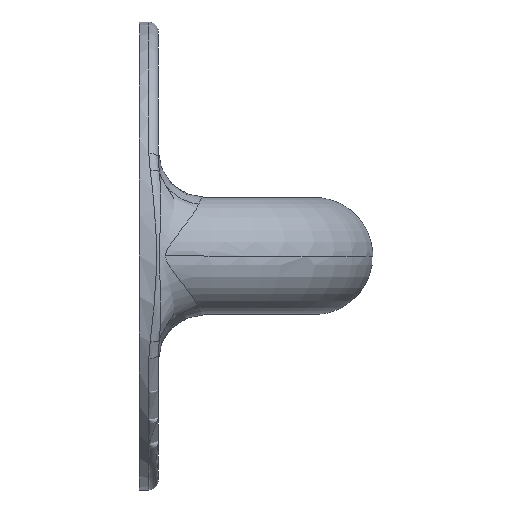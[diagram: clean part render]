
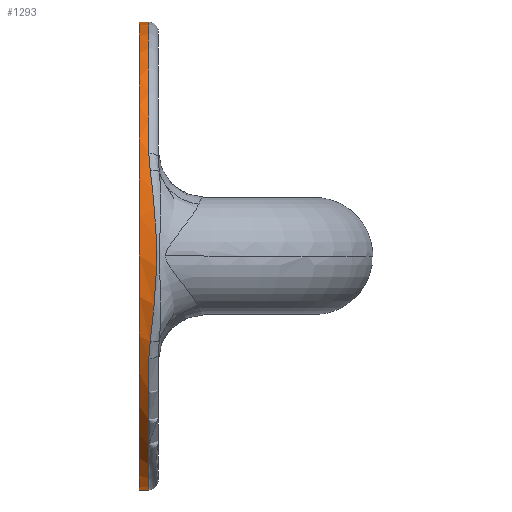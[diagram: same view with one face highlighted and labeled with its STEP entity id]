
A CAD part, left-side view. The second image highlights one B-rep face of the part: STEP entity #1293.
In plain terms, the highlighted cylindrical face has radius 25 mm (diameter 50 mm), a partial arc.
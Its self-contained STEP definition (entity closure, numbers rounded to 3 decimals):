
#6 = EDGE_CURVE ( 'NONE', #1879, #1251, #1969, .T. ) ;
#60 = CARTESIAN_POINT ( 'NONE',  ( -24.953, -1.82, -1.578 ) ) ;
#121 = EDGE_CURVE ( 'NONE', #787, #578, #806, .T. ) ;
#123 = CARTESIAN_POINT ( 'NONE',  ( -23.023, -1.051, -9.768 ) ) ;
#136 = CIRCLE ( 'NONE', #1085, 25. ) ;
#156 = EDGE_CURVE ( 'NONE', #1251, #2030, #2460, .T. ) ;
#207 = CARTESIAN_POINT ( 'NONE',  ( -23.266, -1.148, -9.147 ) ) ;
#262 = CARTESIAN_POINT ( 'NONE',  ( 0., -1., -25. ) ) ;
#298 = CARTESIAN_POINT ( 'NONE',  ( -24.991, -1.855, 0.785 ) ) ;
#335 = DIRECTION ( 'NONE',  ( 0., 1., 0. ) ) ;
#388 = CARTESIAN_POINT ( 'NONE',  ( -23.266, -1.148, 9.147 ) ) ;
#389 = DIRECTION ( 'NONE',  ( 0., 0., 1. ) ) ;
#404 = CARTESIAN_POINT ( 'NONE',  ( 0., 0., -25. ) ) ;
#430 = EDGE_CURVE ( 'NONE', #2086, #1879, #666, .T. ) ;
#450 = AXIS2_PLACEMENT_3D ( 'NONE', #2247, #335, #2657 ) ;
#482 = CARTESIAN_POINT ( 'NONE',  ( -24.234, -1.49, -6.189 ) ) ;
#494 = CARTESIAN_POINT ( 'NONE',  ( -23.266, -1.148, -9.147 ) ) ;
#506 = EDGE_CURVE ( 'NONE', #740, #2086, #1167, .T. ) ;
#550 = CARTESIAN_POINT ( 'NONE',  ( -23.266, -1.148, 9.147 ) ) ;
#578 = VERTEX_POINT ( 'NONE', #873 ) ;
#583 = CARTESIAN_POINT ( 'NONE',  ( -22.753, -1., 10.38 ) ) ;
#616 = CARTESIAN_POINT ( 'NONE',  ( -22.457, -1., -10.986 ) ) ;
#658 = DIRECTION ( 'NONE',  ( 0., 0., 1. ) ) ;
#666 = B_SPLINE_CURVE_WITH_KNOTS ( 'NONE', 3,
 ( #494, #959, #1142, #482, #943, #1129, #2409, #1978, #60, #2002, #918, #1350, #298, #2649, #734, #1581, #2438, #2223, #1800, #1871, #816, #550 ),
 .UNSPECIFIED., .F., .F.,
 ( 4, 2, 2, 2, 2, 2, 2, 2, 2, 2, 4 ),
 ( 0., 0.002, 0.005, 0.007, 0.008, 0.009, 0.011, 0.012, 0.014, 0.016, 0.019 ),
 .UNSPECIFIED. ) ;
#670 = DIRECTION ( 'NONE',  ( 0., 1., 0. ) ) ;
#734 = CARTESIAN_POINT ( 'NONE',  ( -24.926, -1.797, 1.965 ) ) ;
#740 = VERTEX_POINT ( 'NONE', #616 ) ;
#745 = EDGE_CURVE ( 'NONE', #2030, #578, #1466, .T. ) ;
#748 = ORIENTED_EDGE ( 'NONE', *, *, #2411, .T. ) ;
#780 = LINE ( 'NONE', #2544, #2326 ) ;
#786 = CARTESIAN_POINT ( 'NONE',  ( -23.266, -1.148, -9.147 ) ) ;
#787 = VERTEX_POINT ( 'NONE', #404 ) ;
#791 = EDGE_CURVE ( 'NONE', #2036, #787, #780, .T. ) ;
#806 = CIRCLE ( 'NONE', #2278, 25. ) ;
#811 = CARTESIAN_POINT ( 'NONE',  ( -23.266, -1.148, 9.147 ) ) ;
#816 = CARTESIAN_POINT ( 'NONE',  ( -23.553, -1.261, 8.42 ) ) ;
#837 = DIRECTION ( 'NONE',  ( 0., 1., 0. ) ) ;
#873 = CARTESIAN_POINT ( 'NONE',  ( 0., 0., 25. ) ) ;
#918 = CARTESIAN_POINT ( 'NONE',  ( -25., -1.868, -0.396 ) ) ;
#943 = CARTESIAN_POINT ( 'NONE',  ( -24.415, -1.554, -5.434 ) ) ;
#959 = CARTESIAN_POINT ( 'NONE',  ( -23.553, -1.261, -8.42 ) ) ;
#999 = ORIENTED_EDGE ( 'NONE', *, *, #6, .T. ) ;
#1006 = CARTESIAN_POINT ( 'NONE',  ( 0., -1., 25. ) ) ;
#1085 = AXIS2_PLACEMENT_3D ( 'NONE', #2286, #837, #389 ) ;
#1121 = FACE_OUTER_BOUND ( 'NONE', #2060, .T. ) ;
#1129 = CARTESIAN_POINT ( 'NONE',  ( -24.705, -1.671, -3.909 ) ) ;
#1142 = CARTESIAN_POINT ( 'NONE',  ( -23.803, -1.343, -7.681 ) ) ;
#1167 = B_SPLINE_CURVE_WITH_KNOTS ( 'NONE', 3,
 ( #2029, #2041, #123, #786 ),
 .UNSPECIFIED., .F., .F.,
 ( 4, 4 ),
 ( 0., 0.002 ),
 .UNSPECIFIED. ) ;
#1251 = VERTEX_POINT ( 'NONE', #2150 ) ;
#1259 = DIRECTION ( 'NONE',  ( 0., 1., 0. ) ) ;
#1293 = ADVANCED_FACE ( 'NONE', ( #1121 ), #2586, .T. ) ;
#1350 = CARTESIAN_POINT ( 'NONE',  ( -25., -1.868, 0.391 ) ) ;
#1368 = ORIENTED_EDGE ( 'NONE', *, *, #745, .T. ) ;
#1376 = ORIENTED_EDGE ( 'NONE', *, *, #506, .T. ) ;
#1466 = LINE ( 'NONE', #2315, #2192 ) ;
#1581 = CARTESIAN_POINT ( 'NONE',  ( -24.815, -1.726, 3.135 ) ) ;
#1712 = DIRECTION ( 'NONE',  ( 0., 1., 0. ) ) ;
#1800 = CARTESIAN_POINT ( 'NONE',  ( -24.235, -1.49, 6.188 ) ) ;
#1830 = ORIENTED_EDGE ( 'NONE', *, *, #156, .T. ) ;
#1871 = CARTESIAN_POINT ( 'NONE',  ( -23.803, -1.343, 7.681 ) ) ;
#1873 = ORIENTED_EDGE ( 'NONE', *, *, #791, .F. ) ;
#1879 = VERTEX_POINT ( 'NONE', #811 ) ;
#1969 = B_SPLINE_CURVE_WITH_KNOTS ( 'NONE', 3,
 ( #388, #2497, #583, #2106 ),
 .UNSPECIFIED., .F., .F.,
 ( 4, 4 ),
 ( 0., 0.002 ),
 .UNSPECIFIED. ) ;
#1978 = CARTESIAN_POINT ( 'NONE',  ( -24.925, -1.797, -1.97 ) ) ;
#2002 = CARTESIAN_POINT ( 'NONE',  ( -24.991, -1.855, -0.79 ) ) ;
#2029 = CARTESIAN_POINT ( 'NONE',  ( -22.457, -1., -10.986 ) ) ;
#2030 = VERTEX_POINT ( 'NONE', #1006 ) ;
#2036 = VERTEX_POINT ( 'NONE', #262 ) ;
#2041 = CARTESIAN_POINT ( 'NONE',  ( -22.753, -1., -10.38 ) ) ;
#2060 = EDGE_LOOP ( 'NONE', ( #1873, #748, #1376, #2071, #999, #1830, #1368, #2264 ) ) ;
#2071 = ORIENTED_EDGE ( 'NONE', *, *, #430, .T. ) ;
#2086 = VERTEX_POINT ( 'NONE', #207 ) ;
#2106 = CARTESIAN_POINT ( 'NONE',  ( -22.457, -1., 10.986 ) ) ;
#2120 = DIRECTION ( 'NONE',  ( 0., 1., 0. ) ) ;
#2150 = CARTESIAN_POINT ( 'NONE',  ( -22.457, -1., 10.986 ) ) ;
#2192 = VECTOR ( 'NONE', #2120, 1000. ) ;
#2223 = CARTESIAN_POINT ( 'NONE',  ( -24.415, -1.554, 5.433 ) ) ;
#2247 = CARTESIAN_POINT ( 'NONE',  ( 0., -1., 0. ) ) ;
#2264 = ORIENTED_EDGE ( 'NONE', *, *, #121, .F. ) ;
#2278 = AXIS2_PLACEMENT_3D ( 'NONE', #2405, #1712, #2562 ) ;
#2286 = CARTESIAN_POINT ( 'NONE',  ( 0., -1., 0. ) ) ;
#2315 = CARTESIAN_POINT ( 'NONE',  ( 0., -2., 25. ) ) ;
#2326 = VECTOR ( 'NONE', #1259, 1000. ) ;
#2347 = CARTESIAN_POINT ( 'NONE',  ( 0., -2., 0. ) ) ;
#2405 = CARTESIAN_POINT ( 'NONE',  ( 0., 0., 0. ) ) ;
#2409 = CARTESIAN_POINT ( 'NONE',  ( -24.815, -1.725, -3.138 ) ) ;
#2411 = EDGE_CURVE ( 'NONE', #2036, #740, #136, .T. ) ;
#2438 = CARTESIAN_POINT ( 'NONE',  ( -24.705, -1.671, 3.906 ) ) ;
#2460 = CIRCLE ( 'NONE', #450, 25. ) ;
#2497 = CARTESIAN_POINT ( 'NONE',  ( -23.023, -1.051, 9.768 ) ) ;
#2544 = CARTESIAN_POINT ( 'NONE',  ( 0., -2., -25. ) ) ;
#2562 = DIRECTION ( 'NONE',  ( 0., 0., 1. ) ) ;
#2586 = CYLINDRICAL_SURFACE ( 'NONE', #2686, 25. ) ;
#2649 = CARTESIAN_POINT ( 'NONE',  ( -24.954, -1.82, 1.572 ) ) ;
#2657 = DIRECTION ( 'NONE',  ( 0., 0., 1. ) ) ;
#2686 = AXIS2_PLACEMENT_3D ( 'NONE', #2347, #670, #658 ) ;
